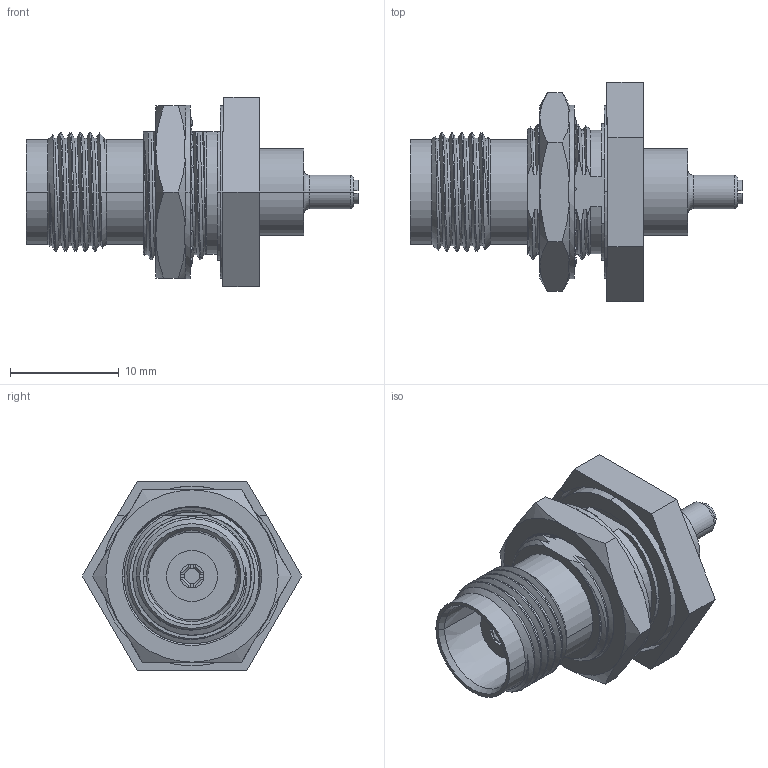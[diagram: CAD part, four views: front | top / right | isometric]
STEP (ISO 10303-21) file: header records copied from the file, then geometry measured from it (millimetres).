
FILE_DESCRIPTION((''),'2;1');
FILE_NAME('T6411G1-001-NT3G-50_SW0003','2020-01-06T',('Viji'),(''),'CREO PARAMETRIC BY PTC INC, 2018360','CREO PARAMETRIC BY PTC INC, 2018360','');
FILE_SCHEMA(('CONFIG_CONTROL_DESIGN'));
Length unit declared in the file: inch
Products named in the file (1): T6411G1-001-NT3G-50_SW0003
Bounding box: 30.6 x 20.21 x 17.5 mm (x, y, z)
Volume: 2678.5 mm3; surface area: 2818.2 mm2
Topology: 1 solids, 1 shells, 315 faces, 901 edges, 600 vertices
Faces by surface type: bspline 113, plane 89, cylinder 75, cone 36, torus 2
Entity records: 21639 total; most frequent: CARTESIAN_POINT 14007, ORIENTED_EDGE 1802, DIRECTION 1240, EDGE_CURVE 901, VERTEX_POINT 600, VECTOR 448, LINE 448, AXIS2_PLACEMENT_3D 396
